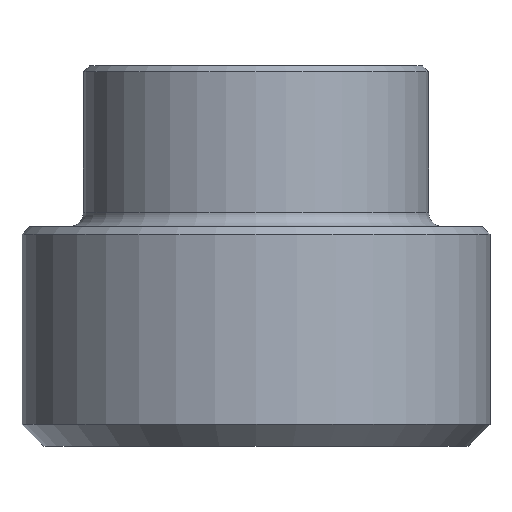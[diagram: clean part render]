
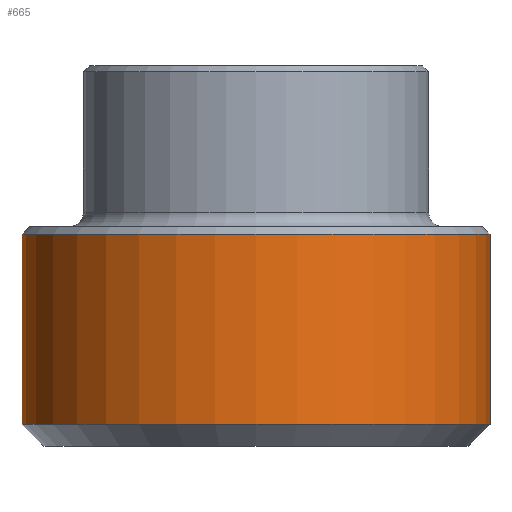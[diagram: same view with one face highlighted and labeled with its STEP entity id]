
A CAD part, front view. The second image highlights one B-rep face of the part: STEP entity #665.
In plain terms, the highlighted cylindrical face has radius 8 mm (diameter 16 mm), a partial arc.
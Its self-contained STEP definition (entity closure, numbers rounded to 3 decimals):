
#10 = ORIENTED_EDGE ( 'NONE', *, *, #467, .T. ) ;
#13 = CARTESIAN_POINT ( 'NONE',  ( 8., 0., 7.25 ) ) ;
#28 = VECTOR ( 'NONE', #177, 1000. ) ;
#59 = CARTESIAN_POINT ( 'NONE',  ( 0., 0., 0.75 ) ) ;
#81 = EDGE_CURVE ( 'NONE', #462, #463, #643, .T. ) ;
#100 = LINE ( 'NONE', #220, #581 ) ;
#114 = VERTEX_POINT ( 'NONE', #13 ) ;
#115 = DIRECTION ( 'NONE',  ( -1., 0., 0. ) ) ;
#150 = DIRECTION ( 'NONE',  ( -1., 0., 0. ) ) ;
#152 = ORIENTED_EDGE ( 'NONE', *, *, #534, .T. ) ;
#177 = DIRECTION ( 'NONE',  ( 0., 0., -1. ) ) ;
#204 = CARTESIAN_POINT ( 'NONE',  ( -8., 0., 7.25 ) ) ;
#212 = DIRECTION ( 'NONE',  ( 1., 0., 0. ) ) ;
#213 = EDGE_CURVE ( 'NONE', #114, #463, #631, .T. ) ;
#220 = CARTESIAN_POINT ( 'NONE',  ( -8., 0., 13. ) ) ;
#254 = AXIS2_PLACEMENT_3D ( 'NONE', #669, #309, #150 ) ;
#265 = DIRECTION ( 'NONE',  ( 0., 0., -1. ) ) ;
#277 = CYLINDRICAL_SURFACE ( 'NONE', #254, 8. ) ;
#306 = FACE_OUTER_BOUND ( 'NONE', #400, .T. ) ;
#309 = DIRECTION ( 'NONE',  ( 0., 0., -1. ) ) ;
#379 = CARTESIAN_POINT ( 'NONE',  ( -8., 0., 0.75 ) ) ;
#400 = EDGE_LOOP ( 'NONE', ( #569, #10, #152, #654 ) ) ;
#403 = CIRCLE ( 'NONE', #429, 8. ) ;
#429 = AXIS2_PLACEMENT_3D ( 'NONE', #455, #265, #212 ) ;
#442 = CARTESIAN_POINT ( 'NONE',  ( 8., 0., 0.75 ) ) ;
#455 = CARTESIAN_POINT ( 'NONE',  ( 0., 0., 7.25 ) ) ;
#461 = DIRECTION ( 'NONE',  ( 0., 0., -1. ) ) ;
#462 = VERTEX_POINT ( 'NONE', #379 ) ;
#463 = VERTEX_POINT ( 'NONE', #442 ) ;
#467 = EDGE_CURVE ( 'NONE', #114, #609, #403, .T. ) ;
#520 = DIRECTION ( 'NONE',  ( 0., 0., 1. ) ) ;
#534 = EDGE_CURVE ( 'NONE', #609, #462, #100, .T. ) ;
#569 = ORIENTED_EDGE ( 'NONE', *, *, #213, .F. ) ;
#570 = AXIS2_PLACEMENT_3D ( 'NONE', #59, #520, #115 ) ;
#581 = VECTOR ( 'NONE', #461, 1000. ) ;
#609 = VERTEX_POINT ( 'NONE', #204 ) ;
#631 = LINE ( 'NONE', #632, #28 ) ;
#632 = CARTESIAN_POINT ( 'NONE',  ( 8., 0., 13. ) ) ;
#643 = CIRCLE ( 'NONE', #570, 8. ) ;
#654 = ORIENTED_EDGE ( 'NONE', *, *, #81, .T. ) ;
#665 = ADVANCED_FACE ( 'NONE', ( #306 ), #277, .T. ) ;
#669 = CARTESIAN_POINT ( 'NONE',  ( 0., 0., 13. ) ) ;
